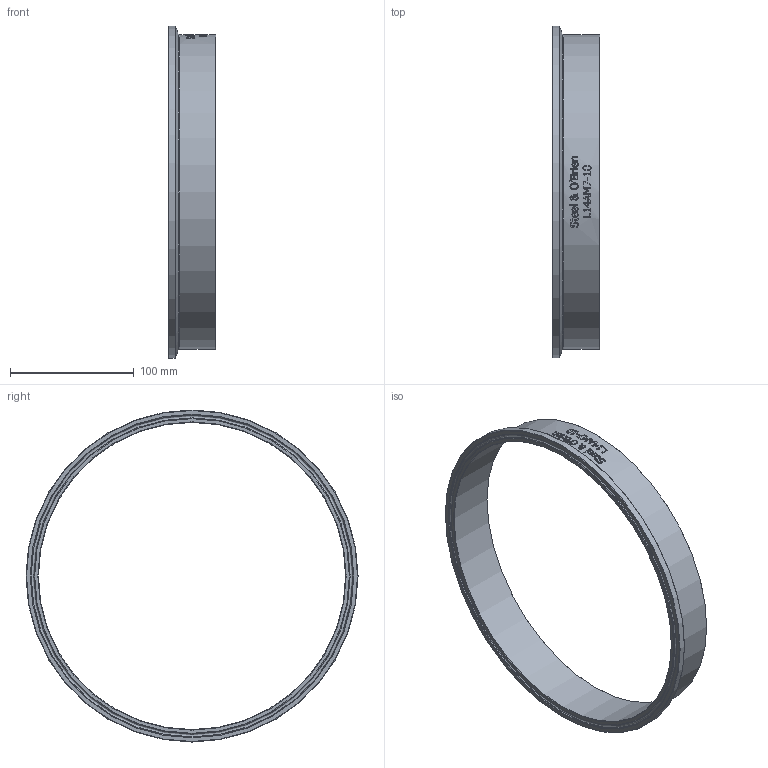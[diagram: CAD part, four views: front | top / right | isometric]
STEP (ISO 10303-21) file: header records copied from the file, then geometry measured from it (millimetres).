
FILE_DESCRIPTION(/* description */ (''),/* implementation_level */ '2;1');
FILE_NAME(/* name */ 'L14AM7-10.stp',/* time_stamp */ '2019-01-08T13:41:52-05:00',/* author */ ('rick'),/* organization */ (''),/* preprocessor_version */ 'ST-DEVELOPER v15.2',/* originating_system */ 'Autodesk Inventor 2014',/* authorisation */ '');
FILE_SCHEMA (('AUTOMOTIVE_DESIGN { 1 0 10303 214 3 1 1 }'));
Length unit declared in the file: inch
Products named in the file (1): L14AM7-10
Bounding box: 38.1 x 268.48 x 268.48 mm (x, y, z)
Volume: 121421.2 mm3; surface area: 75714.9 mm2
Topology: 1 solids, 1 shells, 340 faces, 897 edges, 594 vertices
Faces by surface type: plane 158, bspline 133, cylinder 37, torus 9, cone 3
Full cylindrical faces by diameter (mm): 248.463 x1, 254 x1, 268.478 x1
Entity records: 12993 total; most frequent: CARTESIAN_POINT 5287, ORIENTED_EDGE 1764, DIRECTION 1236, EDGE_CURVE 882, VERTEX_POINT 594, LINE 412, VECTOR 412, AXIS2_PLACEMENT_3D 412
